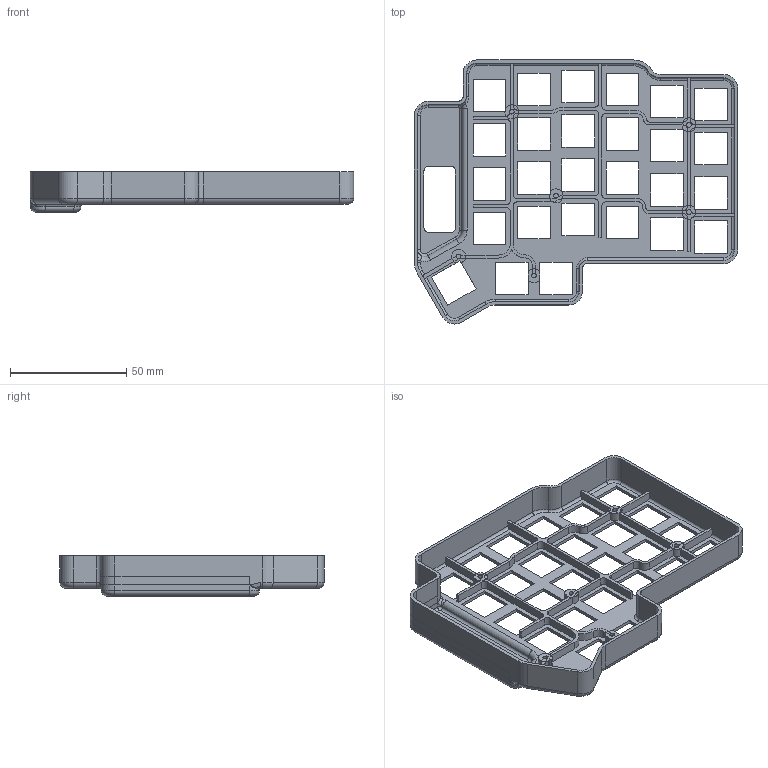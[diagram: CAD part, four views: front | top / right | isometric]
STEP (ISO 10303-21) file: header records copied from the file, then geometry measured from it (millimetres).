
FILE_DESCRIPTION(('FreeCAD Model'),'2;1');
FILE_NAME('Open CASCADE Shape Model','2023-02-12T21:29:01',(''),(''), 'Open CASCADE STEP processor 7.6','FreeCAD','Unknown');
FILE_SCHEMA(('AUTOMOTIVE_DESIGN { 1 0 10303 214 1 1 1 1 }'));
Length unit declared in the file: millimetre
Products named in the file (1): Left_reoriented
Bounding box: 139.06 x 113.55 x 17.5 mm (x, y, z)
Volume: 21024.6 mm3; surface area: 32845.2 mm2
Topology: 1 solids, 1 shells, 459 faces, 1234 edges, 771 vertices
Faces by surface type: plane 272, cylinder 143, torus 33, cone 4, offset 3, revolution 2, bspline 2
Full cylindrical faces by diameter (mm): 2 x6
Entity records: 32242 total; most frequent: CARTESIAN_POINT 7468, DIRECTION 4745, LINE 2987, VECTOR 2987, ORIENTED_EDGE 2464, PCURVE 2464, DEFINITIONAL_REPRESENTATION 2464, EDGE_CURVE 1232
